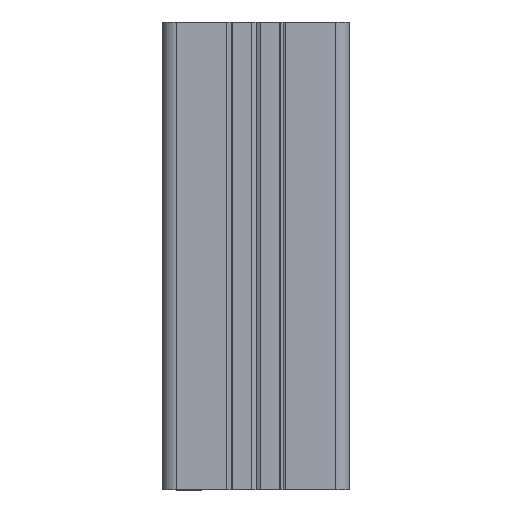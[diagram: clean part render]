
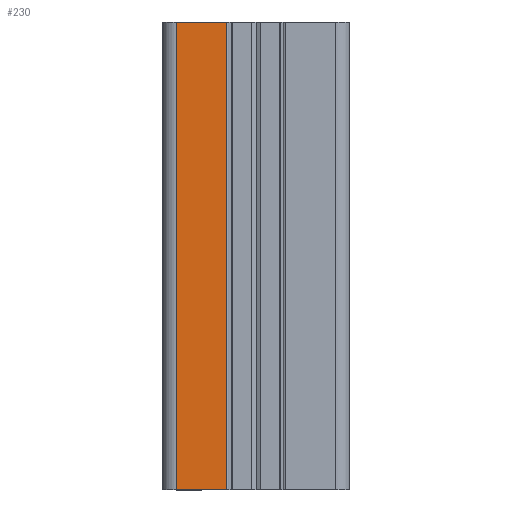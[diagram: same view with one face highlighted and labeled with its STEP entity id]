
A CAD part, top view. The second image highlights one B-rep face of the part: STEP entity #230.
In plain terms, the highlighted planar face has unit normal (0, 0, 1).
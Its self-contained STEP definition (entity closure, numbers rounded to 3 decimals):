
#230 = ADVANCED_FACE( '', ( #611 ), #612, .T. );
#611 = FACE_OUTER_BOUND( '', #1150, .T. );
#612 = PLANE( '', #1151 );
#1150 = EDGE_LOOP( '', ( #1763, #1764, #1765, #1766 ) );
#1151 = AXIS2_PLACEMENT_3D( '', #1767, #1768, #1769 );
#1763 = ORIENTED_EDGE( '', *, *, #3441, .F. );
#1764 = ORIENTED_EDGE( '', *, *, #3442, .F. );
#1765 = ORIENTED_EDGE( '', *, *, #3443, .T. );
#1766 = ORIENTED_EDGE( '', *, *, #3444, .T. );
#1767 = CARTESIAN_POINT( '', ( -6.3, 100., 20. ) );
#1768 = DIRECTION( '', ( 0., 0., 1. ) );
#1769 = DIRECTION( '', ( 0., -1., 0. ) );
#3441 = EDGE_CURVE( '', #4191, #4192, #4193, .T. );
#3442 = EDGE_CURVE( '', #4194, #4191, #4195, .T. );
#3443 = EDGE_CURVE( '', #4194, #4196, #4197, .T. );
#3444 = EDGE_CURVE( '', #4196, #4192, #4198, .T. );
#4191 = VERTEX_POINT( '', #5283 );
#4192 = VERTEX_POINT( '', #5284 );
#4193 = LINE( '', #5285, #5286 );
#4194 = VERTEX_POINT( '', #5287 );
#4195 = LINE( '', #5288, #5289 );
#4196 = VERTEX_POINT( '', #5290 );
#4197 = LINE( '', #5291, #5292 );
#4198 = LINE( '', #5293, #5294 );
#5283 = CARTESIAN_POINT( '', ( -6.3, 0., 20. ) );
#5284 = CARTESIAN_POINT( '', ( -17., 0., 20. ) );
#5285 = CARTESIAN_POINT( '', ( -6.3, 0., 20. ) );
#5286 = VECTOR( '', #6602, 1000. );
#5287 = CARTESIAN_POINT( '', ( -6.3, 100., 20. ) );
#5288 = CARTESIAN_POINT( '', ( -6.3, 100., 20. ) );
#5289 = VECTOR( '', #6603, 1000. );
#5290 = CARTESIAN_POINT( '', ( -17., 100., 20. ) );
#5291 = CARTESIAN_POINT( '', ( -6.3, 100., 20. ) );
#5292 = VECTOR( '', #6604, 1000. );
#5293 = CARTESIAN_POINT( '', ( -17., 100., 20. ) );
#5294 = VECTOR( '', #6605, 1000. );
#6602 = DIRECTION( '', ( -1., 0., 0. ) );
#6603 = DIRECTION( '', ( 0., -1., 0. ) );
#6604 = DIRECTION( '', ( -1., 0., 0. ) );
#6605 = DIRECTION( '', ( 0., -1., 0. ) );
